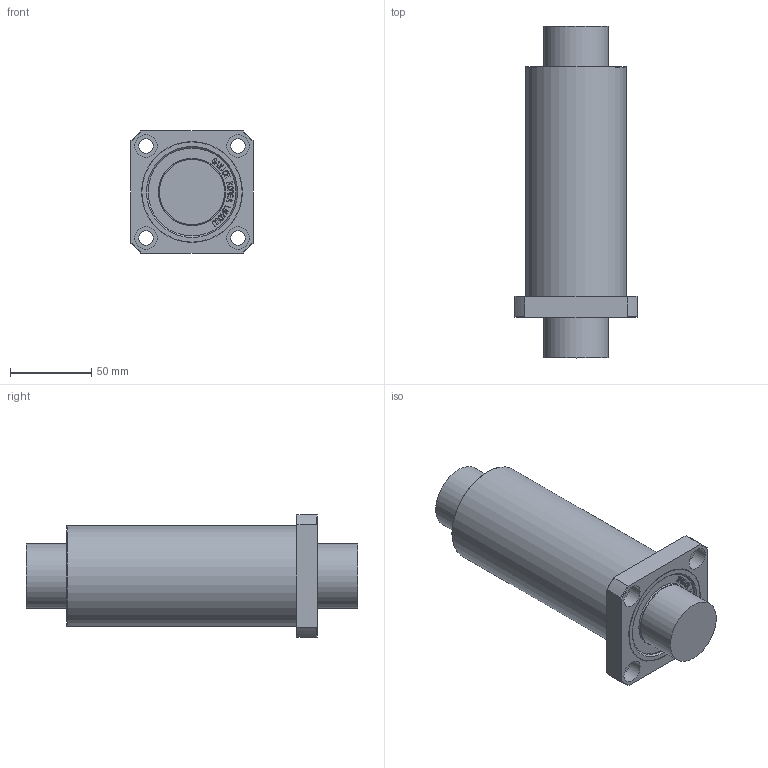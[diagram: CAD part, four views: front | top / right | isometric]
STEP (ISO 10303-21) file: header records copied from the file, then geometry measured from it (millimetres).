
FILE_DESCRIPTION((''),'2;1');
FILE_NAME('LMEK40LUU.stp','2013-02-05T20:12:37',('user2'),(''),'Autodesk Inventor 2012','Autodesk Inventor 2012','');
FILE_SCHEMA(('AUTOMOTIVE_DESIGN { 1 0 10303 214 1 1 1 1 }'));
Length unit declared in the file: millimetre
Products named in the file (1): LMEK40LUU
Bounding box: 75 x 204 x 75 mm (x, y, z)
Volume: 550797.7 mm3; surface area: 50909 mm2
Topology: 1 solids, 1 shells, 850 faces, 2368 edges, 1578 vertices
Faces by surface type: bspline 572, plane 246, cylinder 18, cone 12, torus 2
Full cylindrical faces by diameter (mm): 9 x4, 14 x4, 40 x2, 54 x2, 62 x2
Entity records: 28555 total; most frequent: CARTESIAN_POINT 9953, ORIENTED_EDGE 4692, EDGE_CURVE 2346, DIRECTION 1796, VERTEX_POINT 1576, QUASI_UNIFORM_CURVE 1144, VECTOR 1134, LINE 1134
